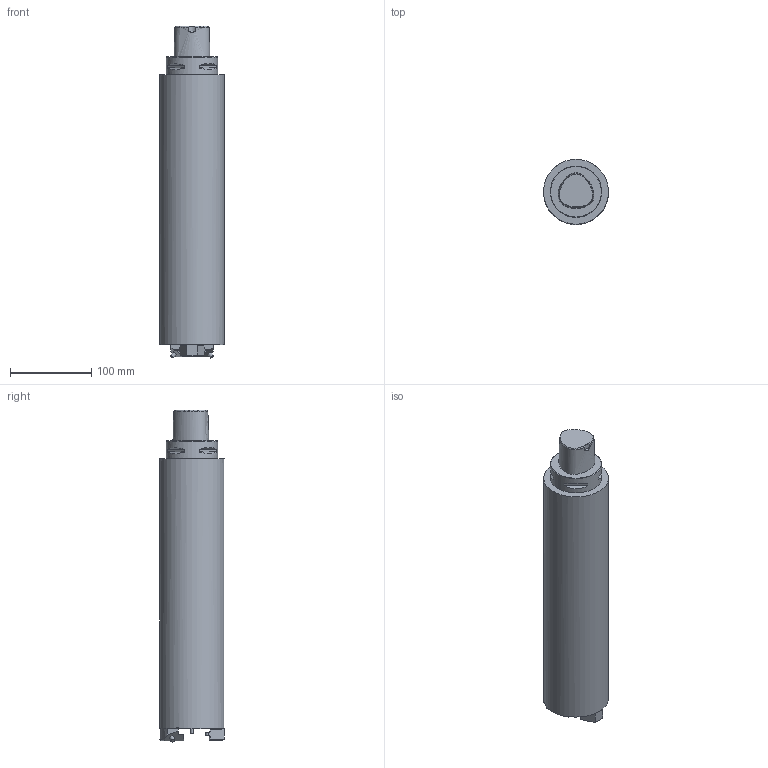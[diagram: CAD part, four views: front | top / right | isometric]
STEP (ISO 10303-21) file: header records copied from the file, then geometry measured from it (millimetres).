
FILE_DESCRIPTION(/* description */ (''),/* implementation_level */ '2;1');
FILE_NAME(/* name */ '1529144269227.stp',/* time_stamp */ '2018-06-16T12:17:58+02:00',/* author */ (''),/* organization */ ('SMS'),/* preprocessor_version */ 'ST-DEVELOPER v15',/* originating_system */ 'SIEMENS PLM Software NX 8.5',/* authorisation */ '');
FILE_SCHEMA (('AUTOMOTIVE_DESIGN { 1 0 10303 214 3 1 1 1 }'));
Length unit declared in the file: millimetre
Products named in the file (1): C6-570-3C_80_355
Bounding box: 80 x 80 x 409.19 mm (x, y, z)
Volume: 1814902.7 mm3; surface area: 110961.8 mm2
Topology: 1 solids, 1 shells, 182 faces, 456 edges, 294 vertices
Faces by surface type: plane 92, cylinder 32, cone 27, extrusion 24, torus 5, bspline 2
Full cylindrical faces by diameter (mm): 3.3 x2, 5 x2, 10 x2, 16 x2, 16.5 x1, 63 x1, 80 x1
Entity records: 7660 total; most frequent: CARTESIAN_POINT 2855, DIRECTION 874, ORIENTED_EDGE 840, EDGE_CURVE 420, AXIS2_PLACEMENT_3D 334, VERTEX_POINT 281, EDGE_LOOP 223, VECTOR 206
